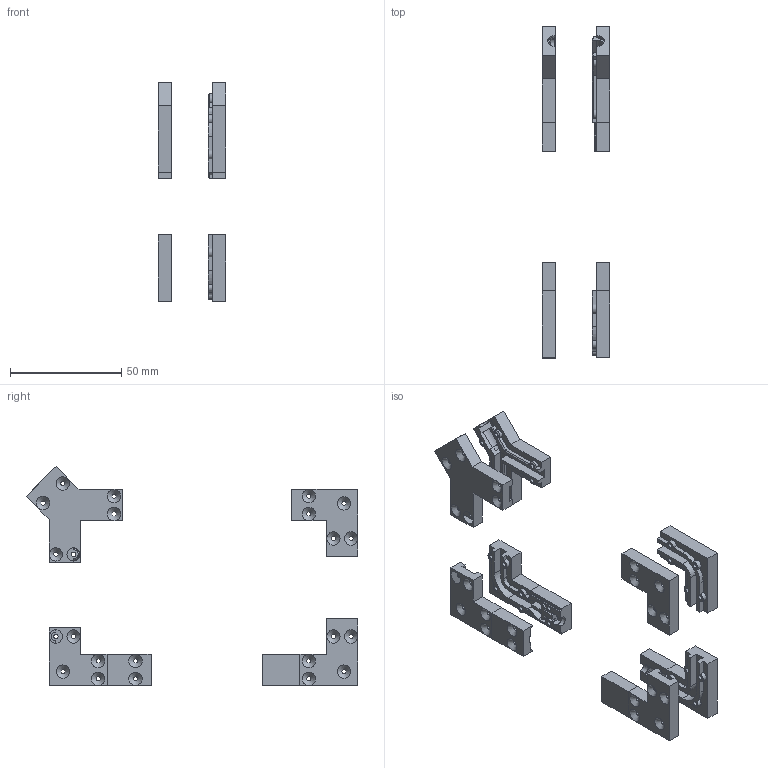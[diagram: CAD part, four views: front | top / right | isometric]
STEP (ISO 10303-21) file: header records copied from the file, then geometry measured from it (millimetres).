
FILE_DESCRIPTION(/* description */ (''),/* implementation_level */ '2;1');
FILE_NAME(/* name */ 'Gabellichtschranke Vorlage v11.step',/* time_stamp */ '2023-12-01T08:58:32+01:00',/* author */ (''),/* organization */ (''),/* preprocessor_version */ 'ST-DEVELOPER v20',/* originating_system */ 'Autodesk Translation Framework v12.14.0.127',/* authorisation */ '');
FILE_SCHEMA (('AUTOMOTIVE_DESIGN { 1 0 10303 214 3 1 1 }'));
Length unit declared in the file: millimetre
Products named in the file (1): Gabellichtschranke
Bounding box: 30.5 x 148.91 x 98.31 mm (x, y, z)
Volume: 32549.2 mm3; surface area: 24946.3 mm2
Topology: 12 solids, 12 shells, 502 faces, 1403 edges, 907 vertices
Faces by surface type: plane 323, cylinder 140, cone 39
Full cylindrical faces by diameter (mm): 2 x46
Entity records: 16233 total; most frequent: CARTESIAN_POINT 2877, ORIENTED_EDGE 2806, DIRECTION 2722, EDGE_CURVE 1403, LINE 1046, VECTOR 1046, VERTEX_POINT 907, AXIS2_PLACEMENT_3D 838
